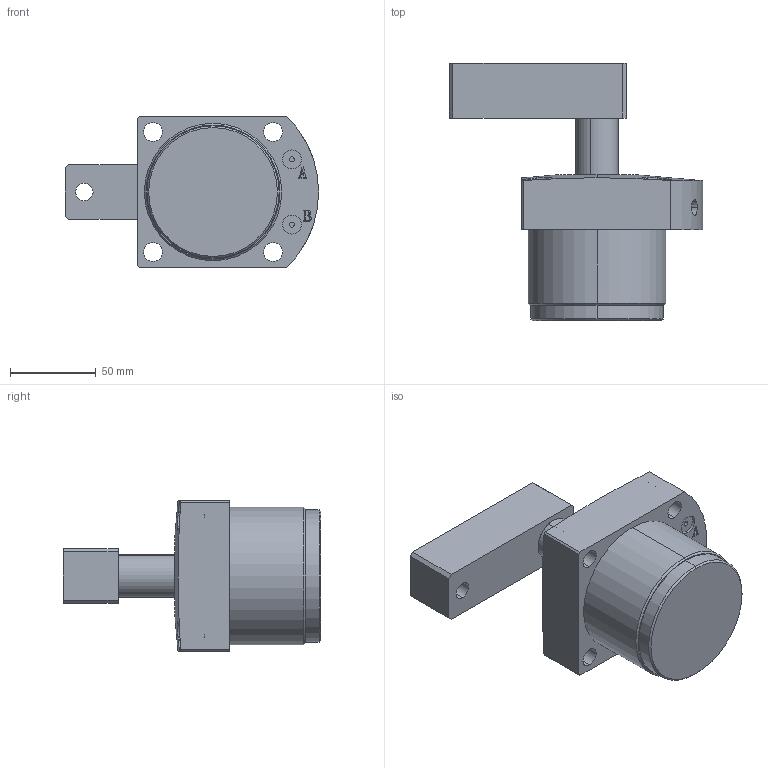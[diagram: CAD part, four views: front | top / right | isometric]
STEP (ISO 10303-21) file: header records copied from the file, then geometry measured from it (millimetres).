
FILE_DESCRIPTION (( 'STEP AP203' ), '1' );
FILE_NAME ('HNU-63.STEP', '2020-09-15T07:15:28', ( '微软用户' ), ( '微软中国' ), 'SwSTEP 2.0', 'SolidWorks 2012', '' );
FILE_SCHEMA (( 'CONFIG_CONTROL_DESIGN' ));
Length unit declared in the file: millimetre
Products named in the file (5): HNU-63S揤旋; hex lobular socket head cap screws-4.8 gb_GB_HEXAGON_TYPE21 M12X20-20-N; HNU-63S活塞杆; HNU-63; HNU-63掛极
Assembly tree (4 placements, depth 2):
  HNU-63
    HNU-63掛极
    HNU-63S活塞杆
    HNU-63S揤旋
    hex lobular socket head cap screws-4.8 gb_GB_HEXAGON_TYPE21 M12X20-20-N
Bounding box: 147.5 x 150 x 88 mm (x, y, z)
Volume: 537265.1 mm3; surface area: 96144.3 mm2
Topology: 4 solids, 4 shells, 179 faces, 426 edges, 272 vertices
Faces by surface type: plane 74, cylinder 53, bspline 28, cone 22, torus 2
Entity records: 7312 total; most frequent: CARTESIAN_POINT 2761, ORIENTED_EDGE 836, DIRECTION 799, EDGE_CURVE 418, AXIS2_PLACEMENT_3D 290, VERTEX_POINT 272, EDGE_LOOP 220, LINE 219
